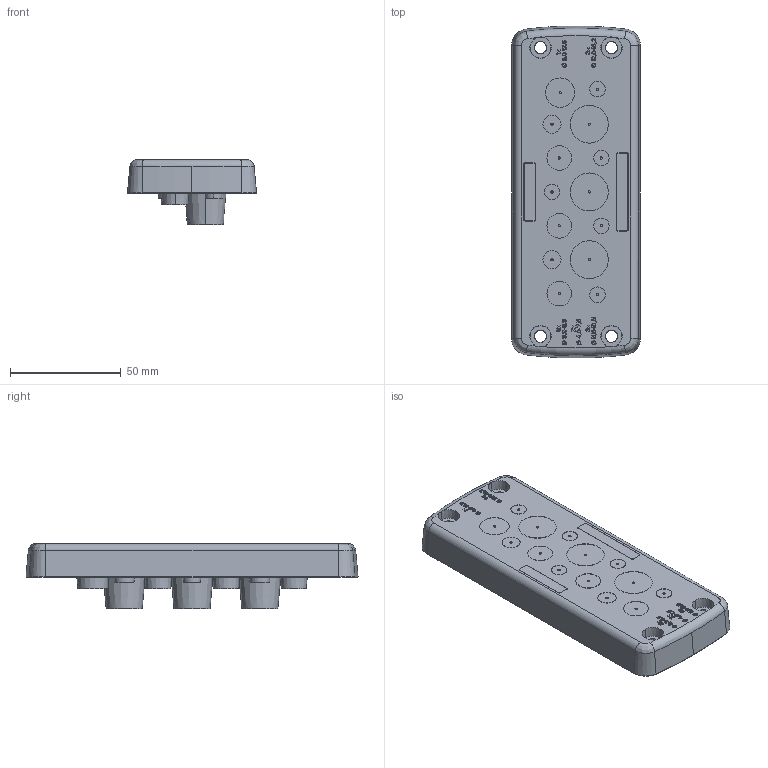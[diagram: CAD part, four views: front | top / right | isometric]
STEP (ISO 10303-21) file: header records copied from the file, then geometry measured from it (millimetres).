
FILE_DESCRIPTION(('CATIA V5R22 STEP214','CAx-IF Rec.Pracs.--- Model Styling and Organization---1.4--- 2014-01-23'),'2;1');
FILE_NAME ('1301921-5_3_2779320000_2779320000.stp','2022-01-24T07:56:08+00:00',('none'),('Weidmueller'),'CATIA Version 5-6 Release 2016 SP3 HF44','CATIA V5 STEP AP214','none');
FILE_SCHEMA(('AUTOMOTIVE_DESIGN { 1 0 10303 214 1 1 1 1 }'));
Length unit declared in the file: millimetre
Products named in the file (1): CABTITE EP 24/14 GY
Bounding box: 58.07 x 149.57 x 29.35 mm (x, y, z)
Volume: 114165.5 mm3; surface area: 33258 mm2
Topology: 1 solids, 1 shells, 1616 faces, 4416 edges, 2936 vertices
Faces by surface type: plane 1354, cylinder 126, cone 96, torus 36, bspline 4
Entity records: 50568 total; most frequent: CARTESIAN_POINT 10154, ORIENTED_EDGE 8832, DIRECTION 7331, EDGE_CURVE 4416, VECTOR 3858, LINE 3858, VERTEX_POINT 2936, AXIS2_PLACEMENT_3D 1951
